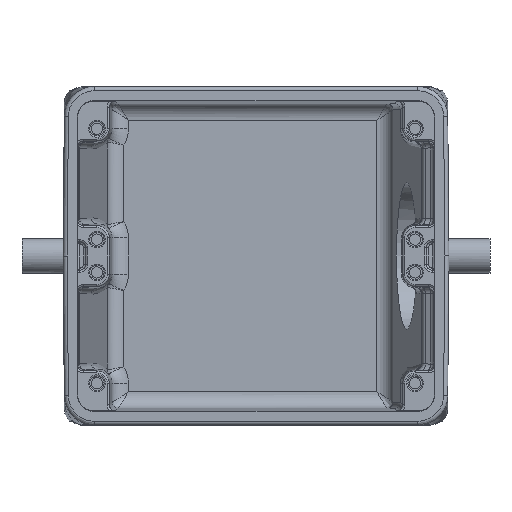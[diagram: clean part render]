
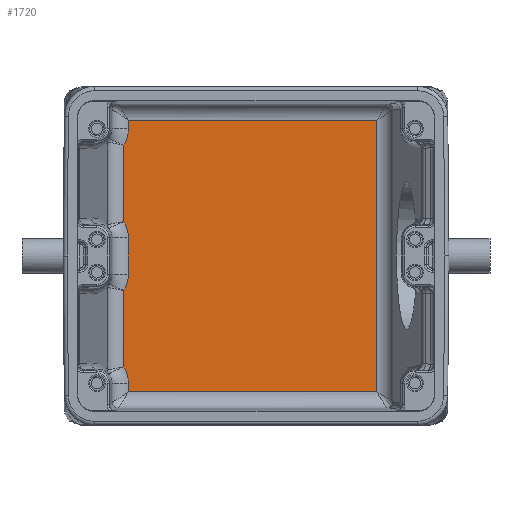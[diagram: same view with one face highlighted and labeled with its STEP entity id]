
A CAD part, front view. The second image highlights one B-rep face of the part: STEP entity #1720.
In plain terms, the highlighted planar face has unit normal (0, -1, 0).
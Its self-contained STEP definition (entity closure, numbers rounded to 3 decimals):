
#1027=FACE_OUTER_BOUND('',#2738,.T.);
#1720=ADVANCED_FACE('NONE',(#1027),#2028,.F.);
#2028=PLANE('',#10526);
#2738=EDGE_LOOP('',(#5603,#5604,#5605,#5606,#5607,#5608,#5609,#5610,#5611,
#5612,#5613,#5614));
#3219=CIRCLE('',#10435,7.646);
#3222=CIRCLE('',#10440,7.646);
#3225=CIRCLE('',#10445,7.646);
#3226=CIRCLE('',#10448,7.646);
#5603=ORIENTED_EDGE('',*,*,#7966,.F.);
#5604=ORIENTED_EDGE('',*,*,#7965,.F.);
#5605=ORIENTED_EDGE('',*,*,#7963,.F.);
#5606=ORIENTED_EDGE('',*,*,#7961,.F.);
#5607=ORIENTED_EDGE('',*,*,#7960,.F.);
#5608=ORIENTED_EDGE('',*,*,#7957,.F.);
#5609=ORIENTED_EDGE('',*,*,#7971,.F.);
#5610=ORIENTED_EDGE('',*,*,#8081,.T.);
#5611=ORIENTED_EDGE('',*,*,#7968,.F.);
#5612=ORIENTED_EDGE('',*,*,#8010,.F.);
#5613=ORIENTED_EDGE('',*,*,#7955,.F.);
#5614=ORIENTED_EDGE('',*,*,#7967,.F.);
#6544=VERTEX_POINT('',#16038);
#6547=VERTEX_POINT('',#16098);
#6556=VERTEX_POINT('',#16229);
#6559=VERTEX_POINT('',#16289);
#6626=VERTEX_POINT('',#17076);
#6629=VERTEX_POINT('',#17106);
#6722=VERTEX_POINT('',#17844);
#6723=VERTEX_POINT('',#17848);
#6725=VERTEX_POINT('',#17856);
#6726=VERTEX_POINT('',#17860);
#6727=VERTEX_POINT('',#17870);
#6729=VERTEX_POINT('',#17876);
#7955=EDGE_CURVE('NONE',#6722,#6629,#8777,.T.);
#7957=EDGE_CURVE('NONE',#6723,#6544,#3219,.T.);
#7960=EDGE_CURVE('NONE',#6544,#6547,#8778,.T.);
#7961=EDGE_CURVE('NONE',#6547,#6725,#3222,.T.);
#7963=EDGE_CURVE('NONE',#6725,#6726,#8779,.T.);
#7965=EDGE_CURVE('NONE',#6726,#6556,#3225,.T.);
#7966=EDGE_CURVE('NONE',#6556,#6559,#8780,.T.);
#7967=EDGE_CURVE('NONE',#6559,#6722,#3226,.T.);
#7968=EDGE_CURVE('NONE',#6626,#6727,#8781,.T.);
#7971=EDGE_CURVE('NONE',#6729,#6723,#8783,.T.);
#8010=EDGE_CURVE('NONE',#6629,#6626,#8803,.T.);
#8081=EDGE_CURVE('NONE',#6729,#6727,#8850,.T.);
#8777=LINE('',#17843,#9499);
#8778=LINE('',#17853,#9500);
#8779=LINE('',#17859,#9501);
#8780=LINE('',#17865,#9502);
#8781=LINE('',#17869,#9503);
#8783=LINE('',#17875,#9505);
#8803=LINE('',#18184,#9525);
#8850=LINE('',#18350,#9572);
#9499=VECTOR('',#12868,1.);
#9500=VECTOR('',#12881,1.);
#9501=VECTOR('',#12890,1.);
#9502=VECTOR('',#12899,1.);
#9503=VECTOR('',#12906,1.);
#9505=VECTOR('',#12912,1.);
#9525=VECTOR('',#12966,1.);
#9572=VECTOR('',#13127,1.);
#10435=AXIS2_PLACEMENT_3D('',#17847,#12873,#12874);
#10440=AXIS2_PLACEMENT_3D('',#17855,#12884,#12885);
#10445=AXIS2_PLACEMENT_3D('',#17863,#12895,#12896);
#10448=AXIS2_PLACEMENT_3D('',#17867,#12902,#12903);
#10526=AXIS2_PLACEMENT_3D('',#18351,#13128,#13129);
#12868=DIRECTION('',(0.,0.,1.));
#12873=DIRECTION('',(0.,-1.,0.));
#12874=DIRECTION('',(-1.,0.,0.));
#12881=DIRECTION('',(0.,0.,1.));
#12884=DIRECTION('',(0.,-1.,0.));
#12885=DIRECTION('',(0.,0.,1.));
#12890=DIRECTION('',(0.,0.,1.));
#12895=DIRECTION('',(0.,-1.,0.));
#12896=DIRECTION('',(-1.,0.,0.));
#12899=DIRECTION('',(0.,0.,1.));
#12902=DIRECTION('',(0.,-1.,0.));
#12903=DIRECTION('',(0.,0.,1.));
#12906=DIRECTION('',(0.,0.,-1.));
#12912=DIRECTION('',(0.,0.,1.));
#12966=DIRECTION('',(1.,0.,0.));
#13127=DIRECTION('',(1.,0.,0.));
#13128=DIRECTION('',(0.,1.,0.));
#13129=DIRECTION('',(0.,0.,1.));
#16038=CARTESIAN_POINT('',(-32.225,40.,-27.015));
#16098=CARTESIAN_POINT('',(-32.225,40.,-8.385));
#16229=CARTESIAN_POINT('',(-32.225,40.,8.385));
#16289=CARTESIAN_POINT('',(-32.225,40.,27.015));
#17076=CARTESIAN_POINT('',(29.448,40.,33.104));
#17106=CARTESIAN_POINT('',(-31.104,40.,33.104));
#17843=CARTESIAN_POINT('',(-31.104,40.,-37.75));
#17844=CARTESIAN_POINT('',(-31.104,40.,31.));
#17847=CARTESIAN_POINT('',(-38.75,40.,-31.));
#17848=CARTESIAN_POINT('',(-31.104,40.,-31.));
#17853=CARTESIAN_POINT('',(-32.225,40.,-37.75));
#17855=CARTESIAN_POINT('',(-38.75,40.,-4.4));
#17856=CARTESIAN_POINT('',(-31.104,40.,-4.4));
#17859=CARTESIAN_POINT('',(-31.104,40.,-37.75));
#17860=CARTESIAN_POINT('',(-31.104,40.,4.4));
#17863=CARTESIAN_POINT('',(-38.75,40.,4.4));
#17865=CARTESIAN_POINT('',(-32.225,40.,-37.75));
#17867=CARTESIAN_POINT('',(-38.75,40.,31.));
#17869=CARTESIAN_POINT('',(29.448,40.,-37.75));
#17870=CARTESIAN_POINT('',(29.448,40.,-33.104));
#17875=CARTESIAN_POINT('',(-31.104,40.,-37.75));
#17876=CARTESIAN_POINT('',(-31.104,40.,-33.104));
#18184=CARTESIAN_POINT('',(32.925,40.,33.104));
#18350=CARTESIAN_POINT('',(35.75,40.,-33.104));
#18351=CARTESIAN_POINT('',(32.925,40.,-37.75));
